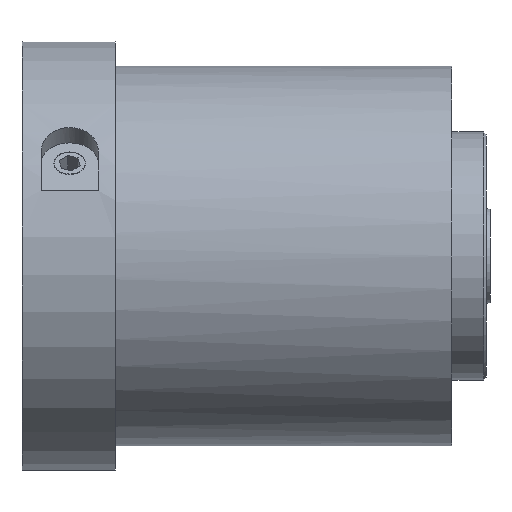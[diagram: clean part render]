
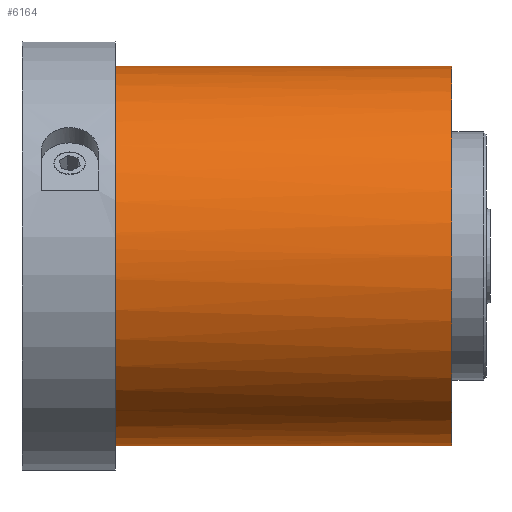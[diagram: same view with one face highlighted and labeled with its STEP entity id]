
A CAD part, front view. The second image highlights one B-rep face of the part: STEP entity #6164.
In plain terms, the highlighted cylindrical face has radius 39.75 mm (diameter 79.5 mm), a full revolution.
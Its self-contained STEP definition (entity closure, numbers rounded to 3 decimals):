
#1103=FACE_BOUND('',#1825,.T.);
#1351=FACE_OUTER_BOUND('',#1824,.T.);
#1824=EDGE_LOOP('',(#4439,#4440,#4441,#4442,#4443,#4444,#4445,#4446,#4447,
#4448,#4449,#4450,#4451,#4452,#4453,#4454));
#1825=EDGE_LOOP('',(#4455));
#2348=CIRCLE('',#6778,39.75);
#2358=CIRCLE('',#6789,39.75);
#2359=CIRCLE('',#6790,39.75);
#2360=CIRCLE('',#6791,39.75);
#2361=CIRCLE('',#6792,39.75);
#2362=CIRCLE('',#6793,39.75);
#2363=CIRCLE('',#6794,39.75);
#2364=CIRCLE('',#6795,39.75);
#2365=CIRCLE('',#6796,39.75);
#2366=CIRCLE('',#6797,39.75);
#2367=CIRCLE('',#6798,39.75);
#2368=CIRCLE('',#6799,39.75);
#2369=CIRCLE('',#6800,39.75);
#2370=CIRCLE('',#6801,39.75);
#2371=CIRCLE('',#6802,39.75);
#2372=CIRCLE('',#6803,39.75);
#2373=CIRCLE('',#6804,39.75);
#2747=VERTEX_POINT('',#9721);
#2748=VERTEX_POINT('',#9723);
#2749=VERTEX_POINT('',#9730);
#2750=VERTEX_POINT('',#9732);
#2751=VERTEX_POINT('',#9737);
#2752=VERTEX_POINT('',#9739);
#2753=VERTEX_POINT('',#9746);
#2754=VERTEX_POINT('',#9748);
#2800=VERTEX_POINT('',#9944);
#2810=VERTEX_POINT('',#9965);
#2811=VERTEX_POINT('',#9967);
#2812=VERTEX_POINT('',#9970);
#2813=VERTEX_POINT('',#9974);
#2814=VERTEX_POINT('',#9976);
#2815=VERTEX_POINT('',#9980);
#2816=VERTEX_POINT('',#9983);
#2817=VERTEX_POINT('',#9985);
#3432=EDGE_CURVE('',#2800,#2800,#2348,.T.);
#3442=EDGE_CURVE('',#2753,#2810,#2358,.T.);
#3443=EDGE_CURVE('',#2810,#2811,#2359,.T.);
#3444=EDGE_CURVE('',#2811,#2754,#2360,.T.);
#3445=EDGE_CURVE('',#2754,#2812,#2361,.T.);
#3446=EDGE_CURVE('',#2812,#2752,#2362,.T.);
#3447=EDGE_CURVE('',#2752,#2751,#2363,.T.);
#3448=EDGE_CURVE('',#2751,#2813,#2364,.T.);
#3449=EDGE_CURVE('',#2813,#2814,#2365,.T.);
#3450=EDGE_CURVE('',#2814,#2748,#2366,.T.);
#3451=EDGE_CURVE('',#2748,#2747,#2367,.T.);
#3452=EDGE_CURVE('',#2747,#2815,#2368,.T.);
#3453=EDGE_CURVE('',#2815,#2749,#2369,.T.);
#3454=EDGE_CURVE('',#2749,#2816,#2370,.T.);
#3455=EDGE_CURVE('',#2816,#2817,#2371,.T.);
#3456=EDGE_CURVE('',#2817,#2750,#2372,.T.);
#3457=EDGE_CURVE('',#2750,#2753,#2373,.T.);
#4439=ORIENTED_EDGE('',*,*,#3442,.T.);
#4440=ORIENTED_EDGE('',*,*,#3443,.T.);
#4441=ORIENTED_EDGE('',*,*,#3444,.T.);
#4442=ORIENTED_EDGE('',*,*,#3445,.T.);
#4443=ORIENTED_EDGE('',*,*,#3446,.T.);
#4444=ORIENTED_EDGE('',*,*,#3447,.T.);
#4445=ORIENTED_EDGE('',*,*,#3448,.T.);
#4446=ORIENTED_EDGE('',*,*,#3449,.T.);
#4447=ORIENTED_EDGE('',*,*,#3450,.T.);
#4448=ORIENTED_EDGE('',*,*,#3451,.T.);
#4449=ORIENTED_EDGE('',*,*,#3452,.T.);
#4450=ORIENTED_EDGE('',*,*,#3453,.T.);
#4451=ORIENTED_EDGE('',*,*,#3454,.T.);
#4452=ORIENTED_EDGE('',*,*,#3455,.T.);
#4453=ORIENTED_EDGE('',*,*,#3456,.T.);
#4454=ORIENTED_EDGE('',*,*,#3457,.T.);
#4455=ORIENTED_EDGE('',*,*,#3432,.F.);
#5573=CYLINDRICAL_SURFACE('',#6788,39.75);
#6164=ADVANCED_FACE('',(#1351,#1103),#5573,.T.);
#6778=AXIS2_PLACEMENT_3D('',#9945,#7989,#7990);
#6788=AXIS2_PLACEMENT_3D('',#9964,#8009,#8010);
#6789=AXIS2_PLACEMENT_3D('',#9966,#8011,#8012);
#6790=AXIS2_PLACEMENT_3D('',#9968,#8013,#8014);
#6791=AXIS2_PLACEMENT_3D('',#9969,#8015,#8016);
#6792=AXIS2_PLACEMENT_3D('',#9971,#8017,#8018);
#6793=AXIS2_PLACEMENT_3D('',#9972,#8019,#8020);
#6794=AXIS2_PLACEMENT_3D('',#9973,#8021,#8022);
#6795=AXIS2_PLACEMENT_3D('',#9975,#8023,#8024);
#6796=AXIS2_PLACEMENT_3D('',#9977,#8025,#8026);
#6797=AXIS2_PLACEMENT_3D('',#9978,#8027,#8028);
#6798=AXIS2_PLACEMENT_3D('',#9979,#8029,#8030);
#6799=AXIS2_PLACEMENT_3D('',#9981,#8031,#8032);
#6800=AXIS2_PLACEMENT_3D('',#9982,#8033,#8034);
#6801=AXIS2_PLACEMENT_3D('',#9984,#8035,#8036);
#6802=AXIS2_PLACEMENT_3D('',#9986,#8037,#8038);
#6803=AXIS2_PLACEMENT_3D('',#9987,#8039,#8040);
#6804=AXIS2_PLACEMENT_3D('',#9988,#8041,#8042);
#7989=DIRECTION('center_axis',(1.,0.,0.));
#7990=DIRECTION('ref_axis',(0.,0.,-1.));
#8009=DIRECTION('center_axis',(1.,0.,0.));
#8010=DIRECTION('ref_axis',(0.,1.,0.));
#8011=DIRECTION('center_axis',(1.,0.,0.));
#8012=DIRECTION('ref_axis',(0.,0.,-1.));
#8013=DIRECTION('center_axis',(1.,0.,0.));
#8014=DIRECTION('ref_axis',(0.,0.,-1.));
#8015=DIRECTION('center_axis',(1.,0.,0.));
#8016=DIRECTION('ref_axis',(0.,0.,-1.));
#8017=DIRECTION('center_axis',(1.,0.,0.));
#8018=DIRECTION('ref_axis',(0.,0.,-1.));
#8019=DIRECTION('center_axis',(1.,0.,0.));
#8020=DIRECTION('ref_axis',(0.,0.,-1.));
#8021=DIRECTION('center_axis',(1.,0.,0.));
#8022=DIRECTION('ref_axis',(0.,0.,-1.));
#8023=DIRECTION('center_axis',(1.,0.,0.));
#8024=DIRECTION('ref_axis',(0.,0.,-1.));
#8025=DIRECTION('center_axis',(1.,0.,0.));
#8026=DIRECTION('ref_axis',(0.,0.,-1.));
#8027=DIRECTION('center_axis',(1.,0.,0.));
#8028=DIRECTION('ref_axis',(0.,0.,-1.));
#8029=DIRECTION('center_axis',(1.,0.,0.));
#8030=DIRECTION('ref_axis',(0.,0.,-1.));
#8031=DIRECTION('center_axis',(1.,0.,0.));
#8032=DIRECTION('ref_axis',(0.,0.,-1.));
#8033=DIRECTION('center_axis',(1.,0.,0.));
#8034=DIRECTION('ref_axis',(0.,0.,-1.));
#8035=DIRECTION('center_axis',(1.,0.,0.));
#8036=DIRECTION('ref_axis',(0.,0.,-1.));
#8037=DIRECTION('center_axis',(1.,0.,0.));
#8038=DIRECTION('ref_axis',(0.,0.,-1.));
#8039=DIRECTION('center_axis',(1.,0.,0.));
#8040=DIRECTION('ref_axis',(0.,0.,-1.));
#8041=DIRECTION('center_axis',(1.,0.,0.));
#8042=DIRECTION('ref_axis',(0.,0.,-1.));
#9721=CARTESIAN_POINT('',(-28.025,-40.626,-4.373));
#9723=CARTESIAN_POINT('',(-28.025,-40.626,4.373));
#9730=CARTESIAN_POINT('',(-28.025,-6.012,-39.447));
#9732=CARTESIAN_POINT('',(-28.025,3.778,-39.447));
#9737=CARTESIAN_POINT('',(-28.025,-5.49,39.509));
#9739=CARTESIAN_POINT('',(-28.025,3.256,39.509));
#9746=CARTESIAN_POINT('',(-28.025,38.331,-4.895));
#9748=CARTESIAN_POINT('',(-28.025,38.331,4.895));
#9944=CARTESIAN_POINT('',(42.475,38.633,0.));
#9945=CARTESIAN_POINT('Origin',(42.475,-1.117,0.));
#9964=CARTESIAN_POINT('Origin',(7.225,-1.117,0.));
#9965=CARTESIAN_POINT('',(-28.025,38.392,-4.373));
#9966=CARTESIAN_POINT('Origin',(-28.025,-1.117,0.));
#9967=CARTESIAN_POINT('',(-28.025,38.392,4.373));
#9968=CARTESIAN_POINT('Origin',(-28.025,-1.117,0.));
#9969=CARTESIAN_POINT('Origin',(-28.025,-1.117,0.));
#9970=CARTESIAN_POINT('',(-28.025,3.778,39.447));
#9971=CARTESIAN_POINT('Origin',(-28.025,-1.117,0.));
#9972=CARTESIAN_POINT('Origin',(-28.025,-1.117,0.));
#9973=CARTESIAN_POINT('Origin',(-28.025,-1.117,0.));
#9974=CARTESIAN_POINT('',(-28.025,-6.012,39.447));
#9975=CARTESIAN_POINT('Origin',(-28.025,-1.117,0.));
#9976=CARTESIAN_POINT('',(-28.025,-40.564,4.895));
#9977=CARTESIAN_POINT('Origin',(-28.025,-1.117,0.));
#9978=CARTESIAN_POINT('Origin',(-28.025,-1.117,0.));
#9979=CARTESIAN_POINT('Origin',(-28.025,-1.117,0.));
#9980=CARTESIAN_POINT('',(-28.025,-40.564,-4.895));
#9981=CARTESIAN_POINT('Origin',(-28.025,-1.117,0.));
#9982=CARTESIAN_POINT('Origin',(-28.025,-1.117,0.));
#9983=CARTESIAN_POINT('',(-28.025,-5.49,-39.509));
#9984=CARTESIAN_POINT('Origin',(-28.025,-1.117,0.));
#9985=CARTESIAN_POINT('',(-28.025,3.256,-39.509));
#9986=CARTESIAN_POINT('Origin',(-28.025,-1.117,0.));
#9987=CARTESIAN_POINT('Origin',(-28.025,-1.117,0.));
#9988=CARTESIAN_POINT('Origin',(-28.025,-1.117,0.));
